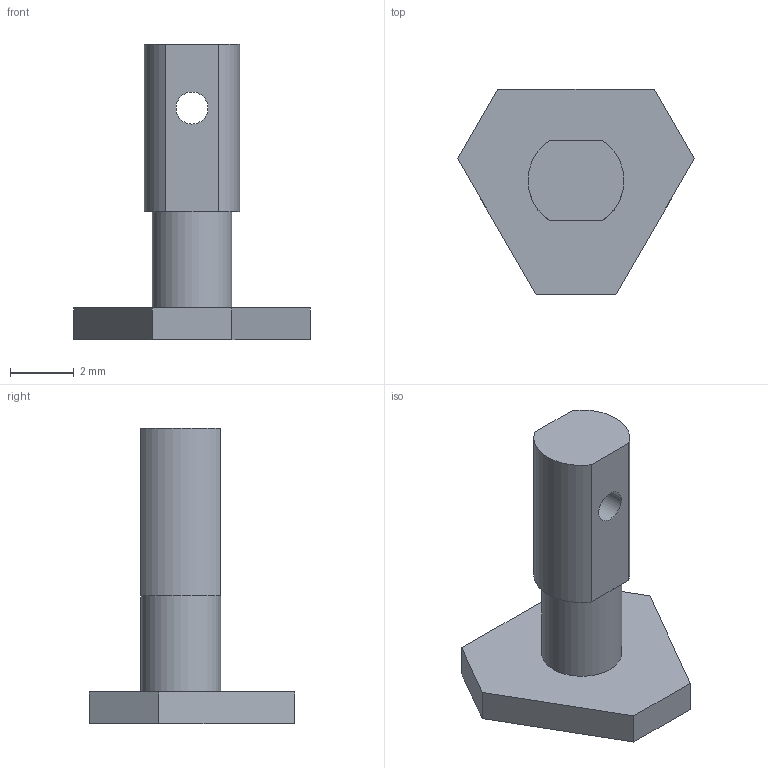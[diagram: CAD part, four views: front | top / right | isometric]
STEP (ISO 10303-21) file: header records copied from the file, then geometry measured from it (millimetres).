
FILE_DESCRIPTION(/* description */ (''),/* implementation_level */ '2;1');
FILE_NAME(/* name */ 'force plate_longer v6.step',/* time_stamp */ '2024-02-06T12:36:21-05:00',/* author */ (''),/* organization */ (''),/* preprocessor_version */ 'ST-DEVELOPER v20',/* originating_system */ 'Autodesk Translation Framework v12.14.0.127',/* authorisation */ '');
FILE_SCHEMA (('AUTOMOTIVE_DESIGN { 1 0 10303 214 3 1 1 }','FEATURE_BASED_PROCESS_PLANNING'));
Length unit declared in the file: millimetre
Products named in the file (1): force plate_longer
Bounding box: 7.4 x 6.41 x 9.25 mm (x, y, z)
Volume: 81.2 mm3; surface area: 172.3 mm2
Topology: 1 solids, 1 shells, 17 faces, 40 edges, 26 vertices
Faces by surface type: plane 13, cylinder 4
Full cylindrical faces by diameter (mm): 1 x1, 2.5 x1
Entity records: 525 total; most frequent: DIRECTION 86, CARTESIAN_POINT 84, ORIENTED_EDGE 80, EDGE_CURVE 40, LINE 30, VECTOR 30, AXIS2_PLACEMENT_3D 28, VERTEX_POINT 26
